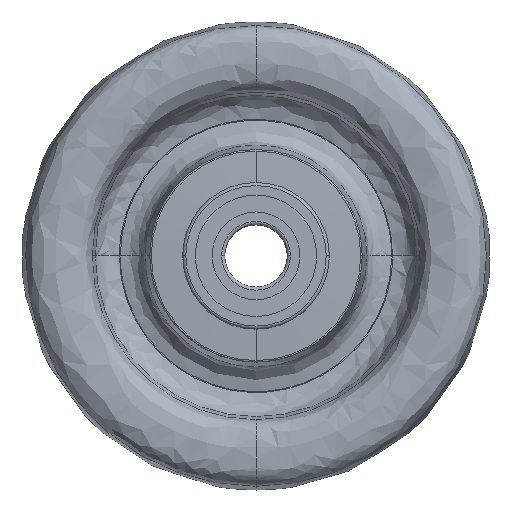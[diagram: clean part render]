
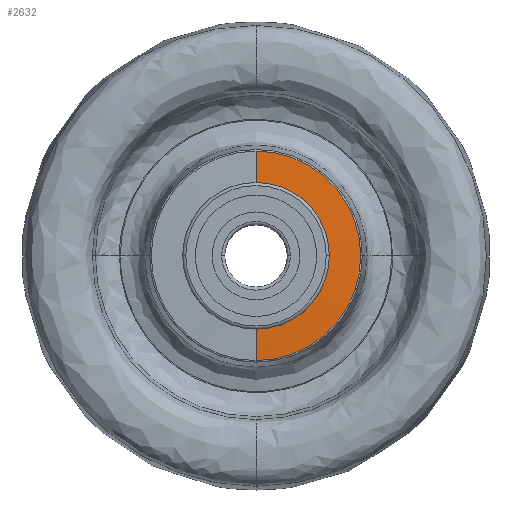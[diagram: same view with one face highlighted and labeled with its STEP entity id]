
A CAD part, top view. The second image highlights one B-rep face of the part: STEP entity #2632.
In plain terms, the highlighted conical face has half-angle 87.274 degrees and reference radius 33.564 mm.
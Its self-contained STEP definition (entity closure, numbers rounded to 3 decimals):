
#17 = EDGE_CURVE ( 'NONE', #179, #3485, #2300, .T. ) ;
#115 = DIRECTION ( 'NONE',  ( 0., 0., -1. ) ) ;
#179 = VERTEX_POINT ( 'NONE', #3952 ) ;
#214 = VECTOR ( 'NONE', #3945, 1000. ) ;
#271 = CIRCLE ( 'NONE', #4103, 23.5 ) ;
#325 = AXIS2_PLACEMENT_3D ( 'NONE', #4331, #3641, #822 ) ;
#330 = CARTESIAN_POINT ( 'NONE',  ( 0., 33.564, 29.521 ) ) ;
#337 = AXIS2_PLACEMENT_3D ( 'NONE', #2920, #115, #524 ) ;
#465 = DIRECTION ( 'NONE',  ( 0., 0., -1. ) ) ;
#524 = DIRECTION ( 'NONE',  ( 1., 0., 0. ) ) ;
#562 = DIRECTION ( 'NONE',  ( -1., 0., 0. ) ) ;
#620 = CARTESIAN_POINT ( 'NONE',  ( 0., -33.564, 29.521 ) ) ;
#750 = FACE_OUTER_BOUND ( 'NONE', #4120, .T. ) ;
#822 = DIRECTION ( 'NONE',  ( -1., 0., 0. ) ) ;
#876 = VECTOR ( 'NONE', #4471, 1000. ) ;
#933 = DIRECTION ( 'NONE',  ( 0., 0., -1. ) ) ;
#1012 = ORIENTED_EDGE ( 'NONE', *, *, #1168, .F. ) ;
#1083 = AXIS2_PLACEMENT_3D ( 'NONE', #4145, #3457, #1109 ) ;
#1109 = DIRECTION ( 'NONE',  ( 0., 1., 0. ) ) ;
#1168 = EDGE_CURVE ( 'NONE', #1931, #2766, #3878, .T. ) ;
#1373 = VERTEX_POINT ( 'NONE', #2342 ) ;
#1408 = VERTEX_POINT ( 'NONE', #620 ) ;
#1461 = ORIENTED_EDGE ( 'NONE', *, *, #3061, .F. ) ;
#1584 = CARTESIAN_POINT ( 'NONE',  ( 33.564, 0., 29.521 ) ) ;
#1800 = EDGE_CURVE ( 'NONE', #3485, #1373, #271, .T. ) ;
#1854 = DIRECTION ( 'NONE',  ( 1., 0., 0. ) ) ;
#1931 = VERTEX_POINT ( 'NONE', #330 ) ;
#2300 = CIRCLE ( 'NONE', #325, 23.5 ) ;
#2342 = CARTESIAN_POINT ( 'NONE',  ( 0., -23.5, 30. ) ) ;
#2533 = CIRCLE ( 'NONE', #3317, 33.564 ) ;
#2593 = LINE ( 'NONE', #3283, #214 ) ;
#2632 = ADVANCED_FACE ( 'NONE', ( #750 ), #3608, .T. ) ;
#2766 = VERTEX_POINT ( 'NONE', #1584 ) ;
#2807 = ORIENTED_EDGE ( 'NONE', *, *, #4086, .T. ) ;
#2920 = CARTESIAN_POINT ( 'NONE',  ( 0., 0., 29.521 ) ) ;
#3061 = EDGE_CURVE ( 'NONE', #179, #1931, #3127, .T. ) ;
#3068 = ORIENTED_EDGE ( 'NONE', *, *, #3922, .F. ) ;
#3127 = LINE ( 'NONE', #4173, #876 ) ;
#3283 = CARTESIAN_POINT ( 'NONE',  ( 0., -33.564, 29.521 ) ) ;
#3317 = AXIS2_PLACEMENT_3D ( 'NONE', #4345, #465, #1854 ) ;
#3457 = DIRECTION ( 'NONE',  ( 0., 0., -1. ) ) ;
#3485 = VERTEX_POINT ( 'NONE', #4214 ) ;
#3596 = ORIENTED_EDGE ( 'NONE', *, *, #17, .T. ) ;
#3608 = CONICAL_SURFACE ( 'NONE', #1083, 33.564, 1.523 ) ;
#3621 = CARTESIAN_POINT ( 'NONE',  ( 0., 0., 30. ) ) ;
#3641 = DIRECTION ( 'NONE',  ( 0., 0., -1. ) ) ;
#3878 = CIRCLE ( 'NONE', #337, 33.564 ) ;
#3922 = EDGE_CURVE ( 'NONE', #2766, #1408, #2533, .T. ) ;
#3945 = DIRECTION ( 'NONE',  ( 0., -0.999, -0.048 ) ) ;
#3952 = CARTESIAN_POINT ( 'NONE',  ( 0., 23.5, 30. ) ) ;
#4086 = EDGE_CURVE ( 'NONE', #1373, #1408, #2593, .T. ) ;
#4103 = AXIS2_PLACEMENT_3D ( 'NONE', #3621, #933, #562 ) ;
#4120 = EDGE_LOOP ( 'NONE', ( #4184, #2807, #3068, #1012, #1461, #3596 ) ) ;
#4145 = CARTESIAN_POINT ( 'NONE',  ( 0., 0., 29.521 ) ) ;
#4173 = CARTESIAN_POINT ( 'NONE',  ( 0., 33.564, 29.521 ) ) ;
#4184 = ORIENTED_EDGE ( 'NONE', *, *, #1800, .T. ) ;
#4214 = CARTESIAN_POINT ( 'NONE',  ( 23.5, 0., 30. ) ) ;
#4331 = CARTESIAN_POINT ( 'NONE',  ( 0., 0., 30. ) ) ;
#4345 = CARTESIAN_POINT ( 'NONE',  ( 0., 0., 29.521 ) ) ;
#4471 = DIRECTION ( 'NONE',  ( 0., 0.999, -0.048 ) ) ;
